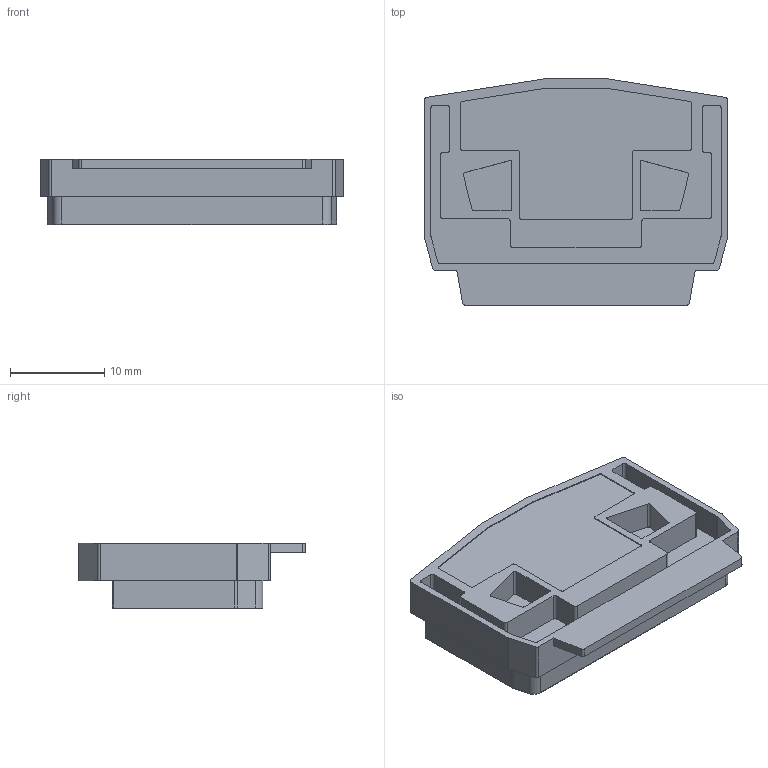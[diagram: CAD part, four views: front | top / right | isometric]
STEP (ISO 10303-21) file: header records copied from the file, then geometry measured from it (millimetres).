
FILE_DESCRIPTION((''),'2;1');
FILE_NAME('8YB750182_1','2020-03-26T',('Administrator'),(''),'PRO/ENGINEER BY PARAMETRIC TECHNOLOGY CORPORATION, 2008380','PRO/ENGINEER BY PARAMETRIC TECHNOLOGY CORPORATION, 2008380','');
FILE_SCHEMA(('CONFIG_CONTROL_DESIGN'));
Length unit declared in the file: millimetre
Products named in the file (1): 8YB750182_1
Bounding box: 32.2 x 24 x 7 mm (x, y, z)
Volume: 1417.8 mm3; surface area: 3083.1 mm2
Topology: 1 solids, 1 shells, 214 faces, 578 edges, 376 vertices
Faces by surface type: plane 92, cylinder 90, cone 20, torus 10, bspline 2
Entity records: 7022 total; most frequent: CARTESIAN_POINT 1414, DIRECTION 1220, ORIENTED_EDGE 1152, EDGE_CURVE 576, AXIS2_PLACEMENT_3D 438, VERTEX_POINT 376, VECTOR 344, LINE 344
